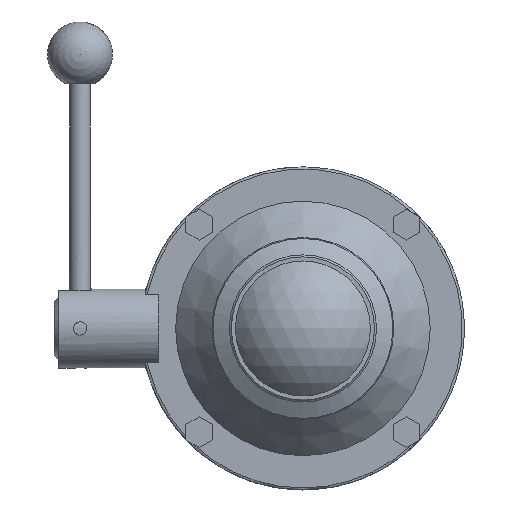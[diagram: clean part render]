
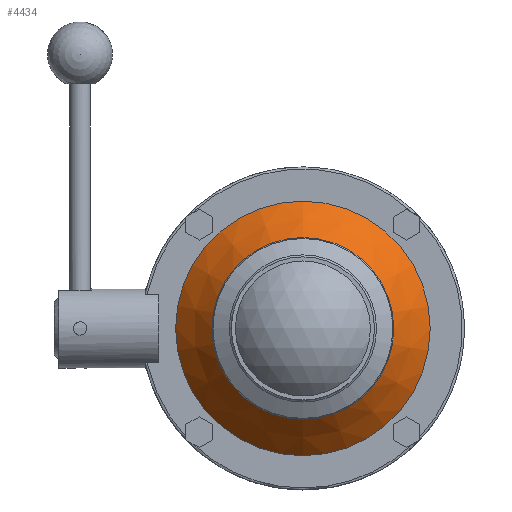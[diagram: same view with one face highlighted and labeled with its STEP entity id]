
A CAD part, left-side view. The second image highlights one B-rep face of the part: STEP entity #4434.
In plain terms, the highlighted conical face has half-angle 40 degrees and reference radius 44 mm.
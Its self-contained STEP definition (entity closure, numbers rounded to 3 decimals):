
#93 = VERTEX_POINT ( 'NONE', #3805 ) ;
#382 = CARTESIAN_POINT ( 'NONE',  ( -14.25, 0., 0. ) ) ;
#678 = DIRECTION ( 'NONE',  ( 1., 0., 0. ) ) ;
#745 = DIRECTION ( 'NONE',  ( 0., 0., -1. ) ) ;
#799 = EDGE_LOOP ( 'NONE', ( #3968 ) ) ;
#1194 = AXIS2_PLACEMENT_3D ( 'NONE', #3077, #4064, #1706 ) ;
#1706 = DIRECTION ( 'NONE',  ( 0., 0., -1. ) ) ;
#2253 = FACE_BOUND ( 'NONE', #799, .T. ) ;
#2421 = CIRCLE ( 'NONE', #3411, 44.468 ) ;
#2433 = CARTESIAN_POINT ( 'NONE',  ( -35.442, 0., -44.468 ) ) ;
#2653 = EDGE_LOOP ( 'NONE', ( #2783 ) ) ;
#2783 = ORIENTED_EDGE ( 'NONE', *, *, #4371, .F. ) ;
#2788 = CARTESIAN_POINT ( 'NONE',  ( -35.442, 0., 0. ) ) ;
#2860 = DIRECTION ( 'NONE',  ( 1., 0., 0. ) ) ;
#2965 = CONICAL_SURFACE ( 'NONE', #1194, 44., 0.698 ) ;
#3012 = VERTEX_POINT ( 'NONE', #2433 ) ;
#3077 = CARTESIAN_POINT ( 'NONE',  ( -36., 0., 0. ) ) ;
#3144 = DIRECTION ( 'NONE',  ( 0., 0., -1. ) ) ;
#3385 = AXIS2_PLACEMENT_3D ( 'NONE', #382, #2860, #745 ) ;
#3393 = CIRCLE ( 'NONE', #3385, 62.25 ) ;
#3411 = AXIS2_PLACEMENT_3D ( 'NONE', #2788, #678, #3144 ) ;
#3678 = EDGE_CURVE ( 'NONE', #3012, #3012, #2421, .T. ) ;
#3805 = CARTESIAN_POINT ( 'NONE',  ( -14.25, 0., -62.25 ) ) ;
#3968 = ORIENTED_EDGE ( 'NONE', *, *, #3678, .T. ) ;
#4043 = FACE_OUTER_BOUND ( 'NONE', #2653, .T. ) ;
#4064 = DIRECTION ( 'NONE',  ( 1., 0., 0. ) ) ;
#4371 = EDGE_CURVE ( 'NONE', #93, #93, #3393, .T. ) ;
#4434 = ADVANCED_FACE ( 'NONE', ( #2253, #4043 ), #2965, .T. ) ;
